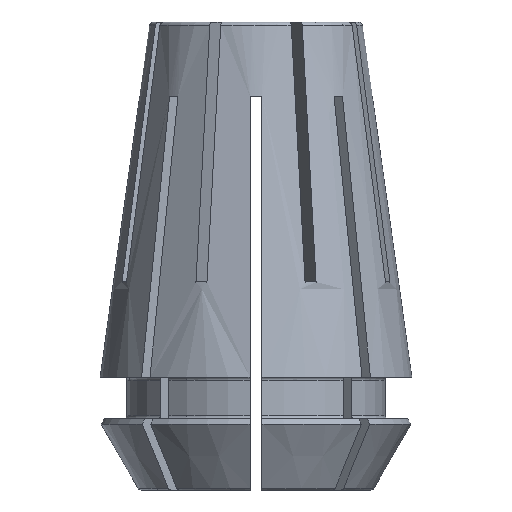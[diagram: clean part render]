
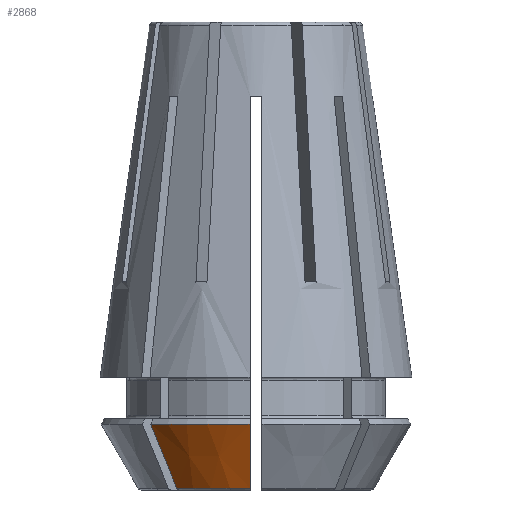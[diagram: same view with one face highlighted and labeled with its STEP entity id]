
A CAD part, left-side view. The second image highlights one B-rep face of the part: STEP entity #2868.
In plain terms, the highlighted conical face has half-angle 30 degrees and reference radius 10.431 mm.
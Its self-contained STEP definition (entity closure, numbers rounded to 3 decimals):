
#27=CONICAL_SURFACE('',#3170,10.431,0.524);
#228=CIRCLE('',#3169,10.431);
#229=CIRCLE('',#3171,7.951);
#1150=ORIENTED_EDGE('',*,*,#1869,.F.);
#1151=ORIENTED_EDGE('',*,*,#1492,.T.);
#1152=ORIENTED_EDGE('',*,*,#1871,.F.);
#1153=ORIENTED_EDGE('',*,*,#1872,.F.);
#1492=EDGE_CURVE('',#1948,#1947,#2243,.T.);
#1869=EDGE_CURVE('',#1948,#2218,#228,.T.);
#1871=EDGE_CURVE('',#2219,#1947,#229,.T.);
#1872=EDGE_CURVE('',#2218,#2219,#2350,.T.);
#1947=VERTEX_POINT('',#4067);
#1948=VERTEX_POINT('',#4072);
#2218=VERTEX_POINT('',#5200);
#2219=VERTEX_POINT('',#5204);
#2243=B_SPLINE_CURVE_WITH_KNOTS('',3,(#4068,#4069,#4070,#4071),
 .UNSPECIFIED.,.F.,.F.,(4,4),(0.,0.005),
 .UNSPECIFIED.);
#2350=B_SPLINE_CURVE_WITH_KNOTS('',3,(#5205,#5206,#5207,#5208),
 .UNSPECIFIED.,.F.,.F.,(4,4),(0.011,0.016),
 .UNSPECIFIED.);
#2478=EDGE_LOOP('',(#1150,#1151,#1152,#1153));
#2634=FACE_BOUND('',#2478,.T.);
#2868=ADVANCED_FACE('',(#2634),#27,.T.);
#3169=AXIS2_PLACEMENT_3D('',#5199,#3850,#3851);
#3170=AXIS2_PLACEMENT_3D('',#5202,#3853,#3854);
#3171=AXIS2_PLACEMENT_3D('',#5203,#3855,#3856);
#3850=DIRECTION('',(0.,0.,1.));
#3851=DIRECTION('',(1.,0.,0.));
#3853=DIRECTION('',(0.,0.,1.));
#3854=DIRECTION('',(1.,0.,0.));
#3855=DIRECTION('',(0.,0.,-1.));
#3856=DIRECTION('',(-1.,0.,0.));
#4067=CARTESIAN_POINT('',(-5.898,5.332,0.325));
#4068=CARTESIAN_POINT('',(-7.653,7.088,4.621));
#4069=CARTESIAN_POINT('',(-7.068,6.503,3.189));
#4070=CARTESIAN_POINT('',(-6.483,5.917,1.757));
#4071=CARTESIAN_POINT('',(-5.898,5.332,0.325));
#4072=CARTESIAN_POINT('',(-7.653,7.088,4.621));
#5199=CARTESIAN_POINT('',(0.,0.,4.621));
#5200=CARTESIAN_POINT('',(-10.423,0.4,4.621));
#5202=CARTESIAN_POINT('',(0.,0.,4.621));
#5203=CARTESIAN_POINT('',(0.,0.,0.325));
#5204=CARTESIAN_POINT('',(-7.941,0.4,0.325));
#5205=CARTESIAN_POINT('',(-10.423,0.4,4.621));
#5206=CARTESIAN_POINT('',(-9.596,0.4,3.189));
#5207=CARTESIAN_POINT('',(-8.768,0.4,1.757));
#5208=CARTESIAN_POINT('',(-7.941,0.4,0.325));
